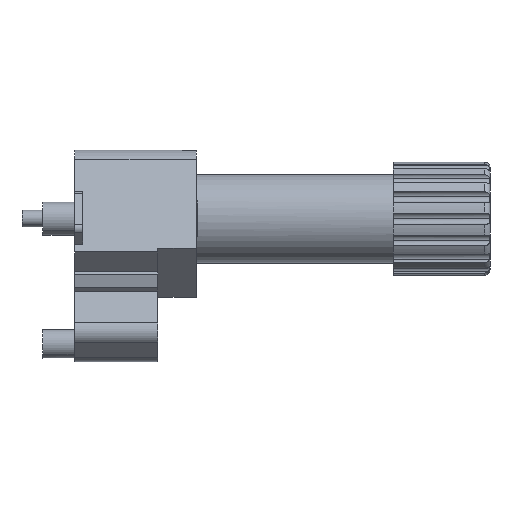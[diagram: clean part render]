
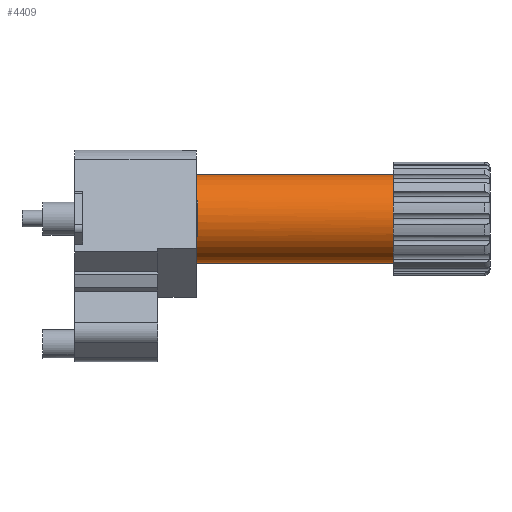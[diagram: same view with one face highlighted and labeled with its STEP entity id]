
A CAD part, left-side view. The second image highlights one B-rep face of the part: STEP entity #4409.
In plain terms, the highlighted cylindrical face has radius 16 mm (diameter 32 mm), a partial arc.
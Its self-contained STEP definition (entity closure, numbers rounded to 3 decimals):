
#18 = LINE ( 'NONE', #7001, #1579 ) ;
#159 = EDGE_CURVE ( 'NONE', #199, #2587, #4026, .T. ) ;
#199 = VERTEX_POINT ( 'NONE', #3441 ) ;
#214 = CARTESIAN_POINT ( 'NONE',  ( 0., 132., 0. ) ) ;
#305 = DIRECTION ( 'NONE',  ( 0., -1., 0. ) ) ;
#469 = VERTEX_POINT ( 'NONE', #480 ) ;
#480 = CARTESIAN_POINT ( 'NONE',  ( 0., 132., -16. ) ) ;
#565 = DIRECTION ( 'NONE',  ( 0., 0., -1. ) ) ;
#584 = VERTEX_POINT ( 'NONE', #7728 ) ;
#721 = AXIS2_PLACEMENT_3D ( 'NONE', #1957, #6849, #565 ) ;
#802 = EDGE_LOOP ( 'NONE', ( #4990, #3957, #2269, #9130 ) ) ;
#854 = VECTOR ( 'NONE', #305, 1000. ) ;
#961 = CARTESIAN_POINT ( 'NONE',  ( -14.664, 0., 6.4 ) ) ;
#1005 = CARTESIAN_POINT ( 'NONE',  ( 0., 0., 16. ) ) ;
#1040 = VERTEX_POINT ( 'NONE', #6279 ) ;
#1579 = VECTOR ( 'NONE', #4825, 1000. ) ;
#1713 = CIRCLE ( 'NONE', #8947, 16. ) ;
#1762 = CARTESIAN_POINT ( 'NONE',  ( 0., 90.5, 0. ) ) ;
#1926 = CARTESIAN_POINT ( 'NONE',  ( 0., 108., 0. ) ) ;
#1957 = CARTESIAN_POINT ( 'NONE',  ( 0., 0., 0. ) ) ;
#2269 = ORIENTED_EDGE ( 'NONE', *, *, #3097, .T. ) ;
#2363 = DIRECTION ( 'NONE',  ( 0., 1., 0. ) ) ;
#2587 = VERTEX_POINT ( 'NONE', #4610 ) ;
#2640 = ORIENTED_EDGE ( 'NONE', *, *, #3758, .F. ) ;
#3097 = EDGE_CURVE ( 'NONE', #469, #1040, #18, .T. ) ;
#3254 = VECTOR ( 'NONE', #4576, 1000. ) ;
#3365 = AXIS2_PLACEMENT_3D ( 'NONE', #214, #5201, #8862 ) ;
#3427 = FACE_OUTER_BOUND ( 'NONE', #802, .T. ) ;
#3441 = CARTESIAN_POINT ( 'NONE',  ( -14.664, 108., 6.4 ) ) ;
#3467 = CYLINDRICAL_SURFACE ( 'NONE', #721, 16. ) ;
#3518 = EDGE_CURVE ( 'NONE', #4901, #469, #4544, .T. ) ;
#3581 = VERTEX_POINT ( 'NONE', #1005 ) ;
#3639 = VECTOR ( 'NONE', #5323, 1000. ) ;
#3650 = AXIS2_PLACEMENT_3D ( 'NONE', #1762, #2363, #8775 ) ;
#3709 = DIRECTION ( 'NONE',  ( 0., -1., 0. ) ) ;
#3758 = EDGE_CURVE ( 'NONE', #2587, #8729, #5150, .T. ) ;
#3957 = ORIENTED_EDGE ( 'NONE', *, *, #3518, .T. ) ;
#4026 = CIRCLE ( 'NONE', #5410, 16. ) ;
#4089 = ORIENTED_EDGE ( 'NONE', *, *, #4551, .F. ) ;
#4409 = ADVANCED_FACE ( 'NONE', ( #3427, #6989 ), #3467, .T. ) ;
#4544 = CIRCLE ( 'NONE', #3365, 16. ) ;
#4551 = EDGE_CURVE ( 'NONE', #584, #199, #5353, .T. ) ;
#4576 = DIRECTION ( 'NONE',  ( 0., 1., 0. ) ) ;
#4610 = CARTESIAN_POINT ( 'NONE',  ( -14.664, 108., -6.4 ) ) ;
#4737 = ORIENTED_EDGE ( 'NONE', *, *, #6819, .F. ) ;
#4825 = DIRECTION ( 'NONE',  ( 0., -1., 0. ) ) ;
#4901 = VERTEX_POINT ( 'NONE', #6541 ) ;
#4990 = ORIENTED_EDGE ( 'NONE', *, *, #6357, .F. ) ;
#5150 = LINE ( 'NONE', #7976, #854 ) ;
#5201 = DIRECTION ( 'NONE',  ( 0., -1., 0. ) ) ;
#5323 = DIRECTION ( 'NONE',  ( 0., -1., 0. ) ) ;
#5353 = LINE ( 'NONE', #961, #3254 ) ;
#5410 = AXIS2_PLACEMENT_3D ( 'NONE', #1926, #8198, #6256 ) ;
#5609 = LINE ( 'NONE', #8434, #3639 ) ;
#5800 = EDGE_LOOP ( 'NONE', ( #4089, #4737, #2640, #8814 ) ) ;
#5864 = CIRCLE ( 'NONE', #3650, 16. ) ;
#5890 = CARTESIAN_POINT ( 'NONE',  ( -14.664, 90.5, -6.4 ) ) ;
#6256 = DIRECTION ( 'NONE',  ( 0., 0., -1. ) ) ;
#6279 = CARTESIAN_POINT ( 'NONE',  ( 0., 0., -16. ) ) ;
#6357 = EDGE_CURVE ( 'NONE', #4901, #3581, #5609, .T. ) ;
#6526 = DIRECTION ( 'NONE',  ( 0., 0., -1. ) ) ;
#6541 = CARTESIAN_POINT ( 'NONE',  ( 0., 132., 16. ) ) ;
#6819 = EDGE_CURVE ( 'NONE', #8729, #584, #5864, .T. ) ;
#6849 = DIRECTION ( 'NONE',  ( 0., -1., 0. ) ) ;
#6989 = FACE_BOUND ( 'NONE', #5800, .T. ) ;
#7001 = CARTESIAN_POINT ( 'NONE',  ( 0., 0., -16. ) ) ;
#7050 = CARTESIAN_POINT ( 'NONE',  ( 0., 0., 0. ) ) ;
#7500 = EDGE_CURVE ( 'NONE', #3581, #1040, #1713, .T. ) ;
#7728 = CARTESIAN_POINT ( 'NONE',  ( -14.664, 90.5, 6.4 ) ) ;
#7976 = CARTESIAN_POINT ( 'NONE',  ( -14.664, 0., -6.4 ) ) ;
#8198 = DIRECTION ( 'NONE',  ( 0., -1., 0. ) ) ;
#8434 = CARTESIAN_POINT ( 'NONE',  ( 0., 0., 16. ) ) ;
#8729 = VERTEX_POINT ( 'NONE', #5890 ) ;
#8775 = DIRECTION ( 'NONE',  ( 0., 0., 1. ) ) ;
#8814 = ORIENTED_EDGE ( 'NONE', *, *, #159, .F. ) ;
#8862 = DIRECTION ( 'NONE',  ( 0., 0., -1. ) ) ;
#8947 = AXIS2_PLACEMENT_3D ( 'NONE', #7050, #3709, #6526 ) ;
#9130 = ORIENTED_EDGE ( 'NONE', *, *, #7500, .F. ) ;
